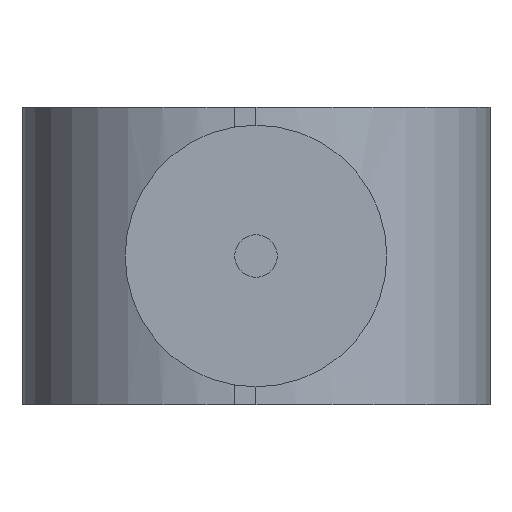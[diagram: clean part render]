
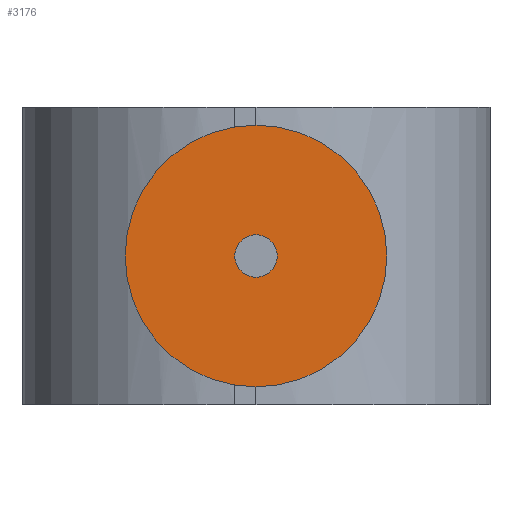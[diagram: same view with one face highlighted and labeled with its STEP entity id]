
A CAD part, left-side view. The second image highlights one B-rep face of the part: STEP entity #3176.
In plain terms, the highlighted planar face has unit normal (-1, 0, 0).
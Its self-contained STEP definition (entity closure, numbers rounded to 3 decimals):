
#41=FACE_BOUND($,#419,.T.);
#42=FACE_BOUND($,#420,.T.);
#81=CIRCLE($,#3369,6.15);
#82=CIRCLE($,#3371,1.);
#419=EDGE_LOOP($,(#2254));
#420=EDGE_LOOP($,(#2255));
#1366=VERTEX_POINT($,#4409);
#1367=VERTEX_POINT($,#4412);
#1714=EDGE_CURVE($,#1366,#1366,#81,.T.);
#1715=EDGE_CURVE($,#1367,#1367,#82,.T.);
#2254=ORIENTED_EDGE($,*,*,#1715,.T.);
#2255=ORIENTED_EDGE($,*,*,#1714,.F.);
#3046=PLANE($,#3370);
#3176=ADVANCED_FACE($,(#41,#42),#3046,.F.);
#3369=AXIS2_PLACEMENT_3D($,#4410,#3616,#3617);
#3370=AXIS2_PLACEMENT_3D($,#4411,#3618,#3619);
#3371=AXIS2_PLACEMENT_3D($,#4413,#3620,#3621);
#3616=DIRECTION('center_axis',(1.,0.,0.));
#3617=DIRECTION('ref_axis',(0.,0.,-1.));
#3618=DIRECTION('center_axis',(1.,0.,0.));
#3619=DIRECTION('ref_axis',(0.,0.,-1.));
#3620=DIRECTION('center_axis',(1.,0.,0.));
#3621=DIRECTION('ref_axis',(0.,0.,-1.));
#4409=CARTESIAN_POINT('',(-118.5,0.,6.15));
#4410=CARTESIAN_POINT('Origin',(-118.5,0.,0.));
#4411=CARTESIAN_POINT('Origin',(-118.5,0.,0.));
#4412=CARTESIAN_POINT('',(-118.5,0.,1.));
#4413=CARTESIAN_POINT('Origin',(-118.5,0.,0.));
